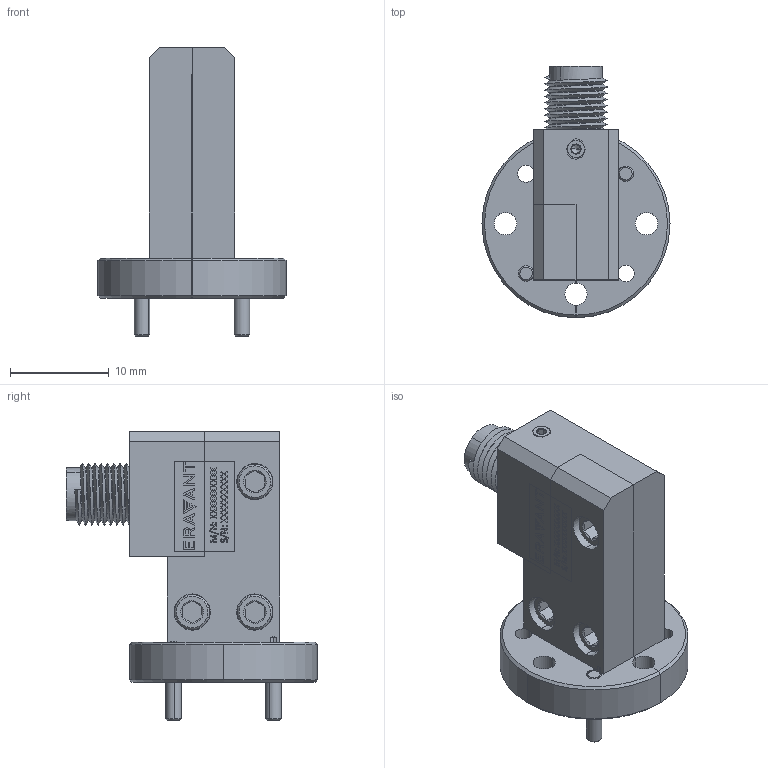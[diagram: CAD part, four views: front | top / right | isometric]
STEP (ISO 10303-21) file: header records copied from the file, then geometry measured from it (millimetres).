
FILE_DESCRIPTION (( 'STEP AP203' ), '1' );
FILE_NAME ('SFD-114174-06SF-N1.STEP', '2021-11-01T21:41:38', ( '' ), ( '' ), 'SwSTEP 2.0', 'SolidWorks 2021', '' );
FILE_SCHEMA (( 'CONFIG_CONTROL_DESIGN' ));
Products named in the file (1): SFD-114174-06SF-N1
Bounding box: 19.05 x 25.43 x 29.27 mm (x, y, z)
Volume: 3558.2 mm3; surface area: 3974 mm2
Topology: 12 solids, 12 shells, 1078 faces, 2859 edges, 1844 vertices
Faces by surface type: plane 436, cylinder 275, bspline 238, cone 129
Entity records: 45572 total; most frequent: CARTESIAN_POINT 21274, ORIENTED_EDGE 5682, DIRECTION 4007, EDGE_CURVE 2841, VERTEX_POINT 1844, LINE 1641, VECTOR 1641, AXIS2_PLACEMENT_3D 1183
